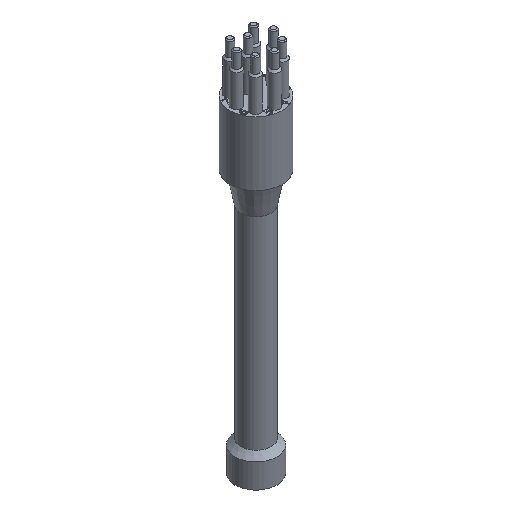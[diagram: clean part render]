
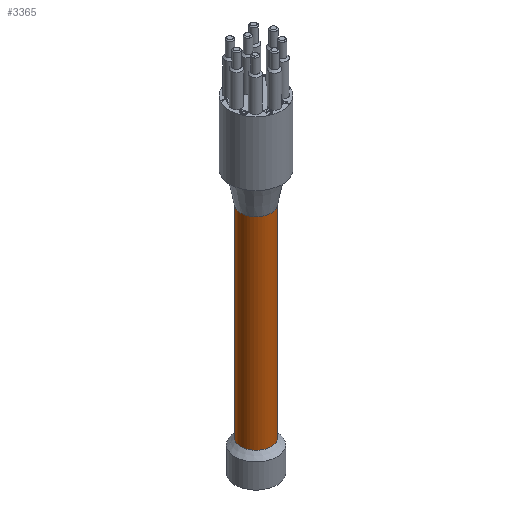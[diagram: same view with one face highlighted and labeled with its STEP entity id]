
A CAD part, isometric view. The second image highlights one B-rep face of the part: STEP entity #3365.
In plain terms, the highlighted cylindrical face has radius 4.5 mm (diameter 9 mm), a full revolution.
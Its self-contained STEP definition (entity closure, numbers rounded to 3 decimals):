
#29=CYLINDRICAL_SURFACE($,#3528,4.5);
#91=CIRCLE($,#3524,4.5);
#93=CIRCLE($,#3529,4.5);
#396=FACE_BOUND($,#846,.T.);
#594=FACE_OUTER_BOUND($,#845,.T.);
#845=EDGE_LOOP($,(#3049));
#846=EDGE_LOOP($,(#3050));
#1672=VERTEX_POINT($,#6392);
#1674=VERTEX_POINT($,#6399);
#2133=EDGE_CURVE($,#1672,#1672,#91,.T.);
#2135=EDGE_CURVE($,#1674,#1674,#93,.T.);
#3049=ORIENTED_EDGE($,*,*,#2133,.T.);
#3050=ORIENTED_EDGE($,*,*,#2135,.F.);
#3365=ADVANCED_FACE($,(#594,#396),#29,.T.);
#3524=AXIS2_PLACEMENT_3D($,#6393,#4090,#4091);
#3528=AXIS2_PLACEMENT_3D($,#6398,#4098,#4099);
#3529=AXIS2_PLACEMENT_3D($,#6400,#4100,#4101);
#4090=DIRECTION('center_axis',(0.,0.,1.));
#4091=DIRECTION('ref_axis',(1.,0.,0.));
#4098=DIRECTION('center_axis',(0.,0.,-1.));
#4099=DIRECTION('ref_axis',(1.,0.,0.));
#4100=DIRECTION('center_axis',(0.,0.,1.));
#4101=DIRECTION('ref_axis',(1.,0.,0.));
#6392=CARTESIAN_POINT('',(-4.5,0.,-69.));
#6393=CARTESIAN_POINT('Origin',(0.,0.,-69.));
#6398=CARTESIAN_POINT('Origin',(0.,0.,-9.));
#6399=CARTESIAN_POINT('',(4.5,0.,-9.));
#6400=CARTESIAN_POINT('Origin',(0.,0.,-9.));
